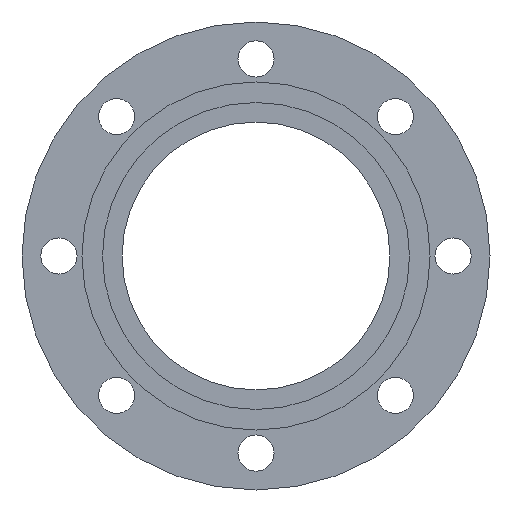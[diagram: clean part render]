
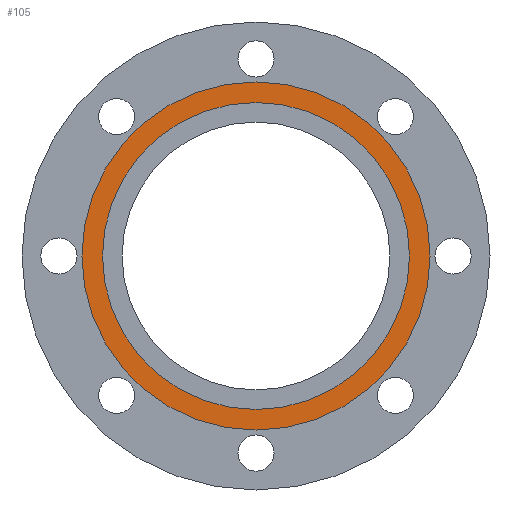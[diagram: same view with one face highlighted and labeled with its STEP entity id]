
A CAD part, front view. The second image highlights one B-rep face of the part: STEP entity #105.
In plain terms, the highlighted planar face has unit normal (0, -1, 0).
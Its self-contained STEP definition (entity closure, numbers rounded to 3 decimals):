
#12 = DIRECTION ( 'NONE',  ( 0., 0., 1. ) ) ;
#38 = DIRECTION ( 'NONE',  ( 0., 0., -1. ) ) ;
#71 = CARTESIAN_POINT ( 'NONE',  ( 0., 0., 93.5 ) ) ;
#80 = EDGE_CURVE ( 'NONE', #1160, #678, #278, .T. ) ;
#84 = DIRECTION ( 'NONE',  ( 0., 1., 0. ) ) ;
#105 = ADVANCED_FACE ( 'NONE', ( #416, #126 ), #872, .T. ) ;
#106 = AXIS2_PLACEMENT_3D ( 'NONE', #1086, #262, #386 ) ;
#114 = ORIENTED_EDGE ( 'NONE', *, *, #80, .F. ) ;
#120 = VERTEX_POINT ( 'NONE', #850 ) ;
#126 = FACE_OUTER_BOUND ( 'NONE', #490, .T. ) ;
#142 = CIRCLE ( 'NONE', #106, 93.5 ) ;
#187 = ORIENTED_EDGE ( 'NONE', *, *, #697, .T. ) ;
#201 = DIRECTION ( 'NONE',  ( 0., 0., 1. ) ) ;
#206 = CARTESIAN_POINT ( 'NONE',  ( 0., 0., 0. ) ) ;
#262 = DIRECTION ( 'NONE',  ( 0., 1., 0. ) ) ;
#273 = AXIS2_PLACEMENT_3D ( 'NONE', #767, #399, #38 ) ;
#278 = CIRCLE ( 'NONE', #607, 106. ) ;
#311 = EDGE_CURVE ( 'NONE', #678, #1160, #878, .T. ) ;
#322 = AXIS2_PLACEMENT_3D ( 'NONE', #786, #84, #515 ) ;
#325 = CARTESIAN_POINT ( 'NONE',  ( 0., 0., -106. ) ) ;
#353 = AXIS2_PLACEMENT_3D ( 'NONE', #438, #998, #12 ) ;
#386 = DIRECTION ( 'NONE',  ( 0., 0., 1. ) ) ;
#399 = DIRECTION ( 'NONE',  ( 0., -1., 0. ) ) ;
#416 = FACE_BOUND ( 'NONE', #903, .T. ) ;
#438 = CARTESIAN_POINT ( 'NONE',  ( 0., 0., 0. ) ) ;
#456 = ORIENTED_EDGE ( 'NONE', *, *, #575, .T. ) ;
#490 = EDGE_LOOP ( 'NONE', ( #1182, #114 ) ) ;
#515 = DIRECTION ( 'NONE',  ( 0., 0., 1. ) ) ;
#575 = EDGE_CURVE ( 'NONE', #664, #120, #987, .T. ) ;
#607 = AXIS2_PLACEMENT_3D ( 'NONE', #206, #944, #201 ) ;
#612 = CARTESIAN_POINT ( 'NONE',  ( 0., 0., 106. ) ) ;
#664 = VERTEX_POINT ( 'NONE', #71 ) ;
#678 = VERTEX_POINT ( 'NONE', #612 ) ;
#697 = EDGE_CURVE ( 'NONE', #120, #664, #142, .T. ) ;
#767 = CARTESIAN_POINT ( 'NONE',  ( 0., 0., 93.5 ) ) ;
#786 = CARTESIAN_POINT ( 'NONE',  ( 0., 0., 0. ) ) ;
#850 = CARTESIAN_POINT ( 'NONE',  ( 0., 0., -93.5 ) ) ;
#872 = PLANE ( 'NONE',  #273 ) ;
#878 = CIRCLE ( 'NONE', #322, 106. ) ;
#903 = EDGE_LOOP ( 'NONE', ( #456, #187 ) ) ;
#944 = DIRECTION ( 'NONE',  ( 0., 1., 0. ) ) ;
#987 = CIRCLE ( 'NONE', #353, 93.5 ) ;
#998 = DIRECTION ( 'NONE',  ( 0., 1., 0. ) ) ;
#1086 = CARTESIAN_POINT ( 'NONE',  ( 0., 0., 0. ) ) ;
#1160 = VERTEX_POINT ( 'NONE', #325 ) ;
#1182 = ORIENTED_EDGE ( 'NONE', *, *, #311, .F. ) ;
